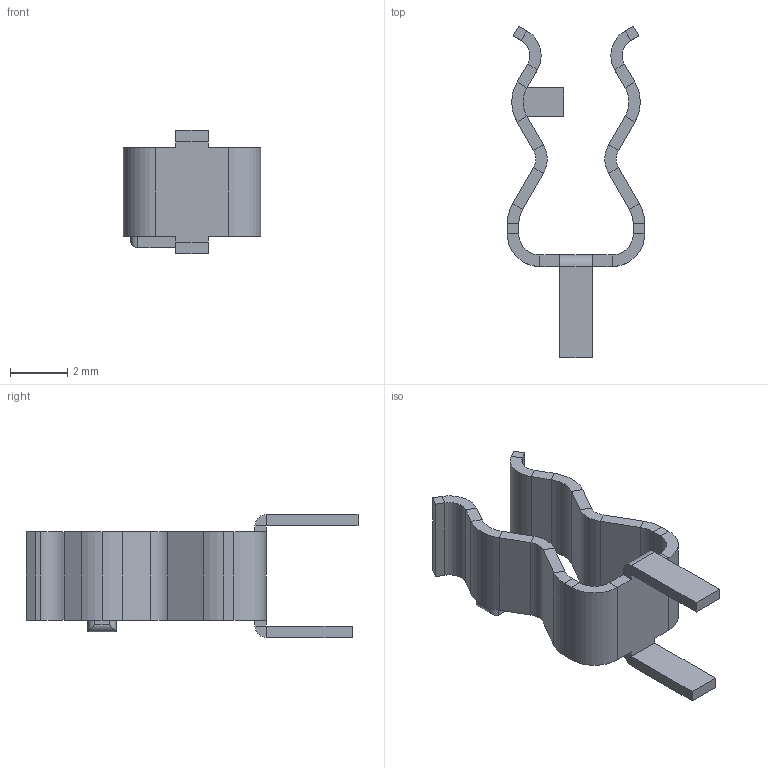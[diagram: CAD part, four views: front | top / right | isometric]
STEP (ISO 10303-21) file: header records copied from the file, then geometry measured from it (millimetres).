
FILE_DESCRIPTION (( 'STEP AP214' ), '1' );
FILE_NAME ('3.6X10悵玸巠饜標赽.STEP', '2016-10-11T03:42:27', ( '' ), ( '' ), 'SwSTEP 2.0', 'SolidWorks 2016', '' );
FILE_SCHEMA (( 'AUTOMOTIVE_DESIGN' ));
Length unit declared in the file: millimetre
Products named in the file (1): 3.6X10悵玸巠饜標赽
Bounding box: 4.8 x 11.6 x 4.3 mm (x, y, z)
Volume: 30.6 mm3; surface area: 179.7 mm2
Topology: 1 solids, 1 shells, 123 faces, 261 edges, 140 vertices
Faces by surface type: plane 92, cylinder 31
Entity records: 3191 total; most frequent: DIRECTION 565, CARTESIAN_POINT 531, ORIENTED_EDGE 522, EDGE_CURVE 261, LINE 201, VECTOR 201, AXIS2_PLACEMENT_3D 182, VERTEX_POINT 140
